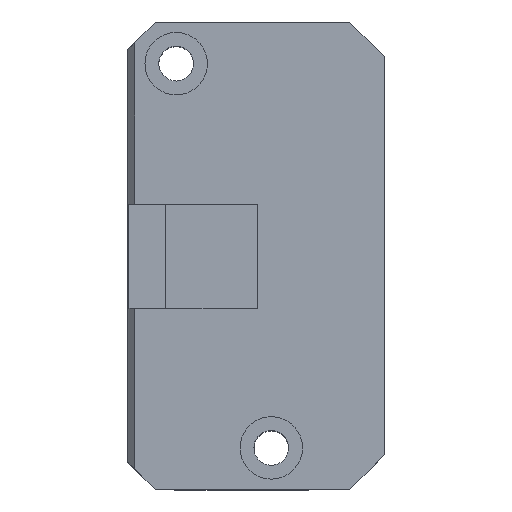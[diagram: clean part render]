
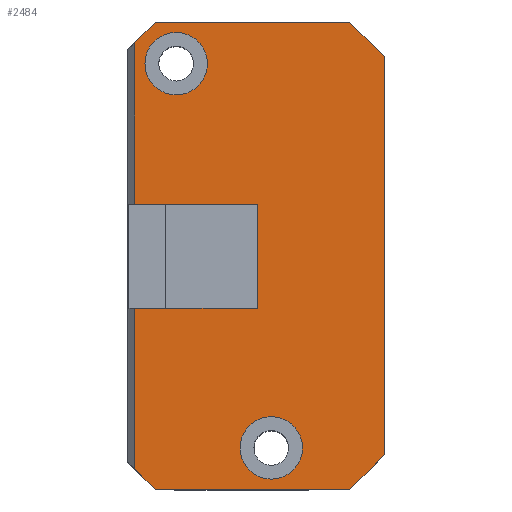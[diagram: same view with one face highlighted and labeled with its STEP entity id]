
A CAD part, top view. The second image highlights one B-rep face of the part: STEP entity #2484.
In plain terms, the highlighted planar face has unit normal (0, 0, 1).
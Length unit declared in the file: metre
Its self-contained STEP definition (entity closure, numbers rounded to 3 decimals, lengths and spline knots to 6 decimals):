
#50=CIRCLE('',#2637,0.0045);
#51=CIRCLE('',#2638,0.0045);
#132=ORIENTED_EDGE('',*,*,#844,.T.);
#133=ORIENTED_EDGE('',*,*,#845,.T.);
#134=ORIENTED_EDGE('',*,*,#846,.F.);
#135=ORIENTED_EDGE('',*,*,#847,.F.);
#136=ORIENTED_EDGE('',*,*,#848,.F.);
#137=ORIENTED_EDGE('',*,*,#849,.F.);
#138=ORIENTED_EDGE('',*,*,#850,.F.);
#139=ORIENTED_EDGE('',*,*,#851,.F.);
#140=ORIENTED_EDGE('',*,*,#852,.F.);
#141=ORIENTED_EDGE('',*,*,#853,.F.);
#142=ORIENTED_EDGE('',*,*,#854,.F.);
#143=ORIENTED_EDGE('',*,*,#855,.F.);
#144=ORIENTED_EDGE('',*,*,#856,.F.);
#145=ORIENTED_EDGE('',*,*,#857,.T.);
#844=EDGE_CURVE('',#1200,#1200,#50,.T.);
#845=EDGE_CURVE('',#1201,#1201,#51,.T.);
#846=EDGE_CURVE('',#1202,#1203,#1439,.T.);
#847=EDGE_CURVE('',#1204,#1202,#1440,.T.);
#848=EDGE_CURVE('',#1205,#1204,#1441,.T.);
#849=EDGE_CURVE('',#1206,#1205,#1442,.F.);
#850=EDGE_CURVE('',#1207,#1206,#1443,.T.);
#851=EDGE_CURVE('',#1208,#1207,#1444,.T.);
#852=EDGE_CURVE('',#1209,#1208,#1445,.T.);
#853=EDGE_CURVE('',#1210,#1209,#1446,.T.);
#854=EDGE_CURVE('',#1211,#1210,#1447,.T.);
#855=EDGE_CURVE('',#1212,#1211,#1448,.F.);
#856=EDGE_CURVE('',#1213,#1212,#1449,.T.);
#857=EDGE_CURVE('',#1213,#1203,#1450,.T.);
#1200=VERTEX_POINT('',#3501);
#1201=VERTEX_POINT('',#3503);
#1202=VERTEX_POINT('',#3505);
#1203=VERTEX_POINT('',#3506);
#1204=VERTEX_POINT('',#3508);
#1205=VERTEX_POINT('',#3510);
#1206=VERTEX_POINT('',#3512);
#1207=VERTEX_POINT('',#3514);
#1208=VERTEX_POINT('',#3516);
#1209=VERTEX_POINT('',#3518);
#1210=VERTEX_POINT('',#3520);
#1211=VERTEX_POINT('',#3522);
#1212=VERTEX_POINT('',#3524);
#1213=VERTEX_POINT('',#3526);
#1439=LINE('',#3504,#1739);
#1440=LINE('',#3507,#1740);
#1441=LINE('',#3509,#1741);
#1442=LINE('',#3511,#1742);
#1443=LINE('',#3513,#1743);
#1444=LINE('',#3515,#1744);
#1445=LINE('',#3517,#1745);
#1446=LINE('',#3519,#1746);
#1447=LINE('',#3521,#1747);
#1448=LINE('',#3523,#1748);
#1449=LINE('',#3525,#1749);
#1450=LINE('',#3527,#1750);
#1739=VECTOR('',#2832,1.);
#1740=VECTOR('',#2833,1.);
#1741=VECTOR('',#2834,1.);
#1742=VECTOR('',#2835,1.);
#1743=VECTOR('',#2836,1.);
#1744=VECTOR('',#2837,1.);
#1745=VECTOR('',#2838,1.);
#1746=VECTOR('',#2839,1.);
#1747=VECTOR('',#2840,1.);
#1748=VECTOR('',#2841,1.);
#1749=VECTOR('',#2842,1.);
#1750=VECTOR('',#2843,1.);
#2020=EDGE_LOOP('',(#132));
#2021=EDGE_LOOP('',(#133));
#2022=EDGE_LOOP('',(#134,#135,#136,#137,#138,#139,#140,#141,#142,#143,#144,
#145));
#2198=FACE_BOUND('',#2020,.T.);
#2199=FACE_BOUND('',#2021,.T.);
#2200=FACE_BOUND('',#2022,.T.);
#2375=PLANE('',#2636);
#2484=ADVANCED_FACE('',(#2198,#2199,#2200),#2375,.T.);
#2636=AXIS2_PLACEMENT_3D('',#3499,#2826,#2827);
#2637=AXIS2_PLACEMENT_3D('',#3500,#2828,#2829);
#2638=AXIS2_PLACEMENT_3D('',#3502,#2830,#2831);
#2826=DIRECTION('',(0.,0.,1.));
#2827=DIRECTION('',(-1.,0.,0.));
#2828=DIRECTION('',(0.,0.,-1.));
#2829=DIRECTION('',(0.,-1.,0.));
#2830=DIRECTION('',(0.,0.,-1.));
#2831=DIRECTION('',(0.,-1.,0.));
#2832=DIRECTION('',(0.,1.,0.));
#2833=DIRECTION('',(1.,0.,0.));
#2834=DIRECTION('',(0.,1.,0.));
#2835=DIRECTION('',(0.707,-0.707,0.));
#2836=DIRECTION('',(-1.,0.,0.));
#2837=DIRECTION('',(-0.707,-0.707,0.));
#2838=DIRECTION('',(0.,-1.,0.));
#2839=DIRECTION('',(0.707,-0.707,0.));
#2840=DIRECTION('',(1.,0.,0.));
#2841=DIRECTION('',(-0.707,-0.707,0.));
#2842=DIRECTION('',(0.,1.,0.));
#2843=DIRECTION('',(1.,0.,0.));
#3499=CARTESIAN_POINT('',(0.4238,0.002075,0.05));
#3500=CARTESIAN_POINT('',(0.4123,0.02975,0.05));
#3501=CARTESIAN_POINT('',(0.4123,0.02525,0.05));
#3502=CARTESIAN_POINT('',(0.426,-0.0256,0.05));
#3503=CARTESIAN_POINT('',(0.426,-0.0301,0.05));
#3504=CARTESIAN_POINT('',(0.424,0.002075,0.05));
#3505=CARTESIAN_POINT('',(0.424,-0.0055,0.05));
#3506=CARTESIAN_POINT('',(0.424,0.0095,0.05));
#3507=CARTESIAN_POINT('',(0.4238,-0.0055,0.05));
#3508=CARTESIAN_POINT('',(0.4063,-0.0055,0.05));
#3509=CARTESIAN_POINT('',(0.4063,-0.0055,0.05));
#3510=CARTESIAN_POINT('',(0.4063,-0.0286,0.05));
#3511=CARTESIAN_POINT('',(0.399712,-0.022013,0.05));
#3512=CARTESIAN_POINT('',(0.4093,-0.0316,0.05));
#3513=CARTESIAN_POINT('',(0.4238,-0.0316,0.05));
#3514=CARTESIAN_POINT('',(0.4373,-0.0316,0.05));
#3515=CARTESIAN_POINT('',(0.447387,-0.021513,0.05));
#3516=CARTESIAN_POINT('',(0.4423,-0.0266,0.05));
#3517=CARTESIAN_POINT('',(0.4423,0.002075,0.05));
#3518=CARTESIAN_POINT('',(0.4423,0.03075,0.05));
#3519=CARTESIAN_POINT('',(0.447387,0.025663,0.05));
#3520=CARTESIAN_POINT('',(0.4373,0.03575,0.05));
#3521=CARTESIAN_POINT('',(0.4238,0.03575,0.05));
#3522=CARTESIAN_POINT('',(0.4093,0.03575,0.05));
#3523=CARTESIAN_POINT('',(0.399712,0.026163,0.05));
#3524=CARTESIAN_POINT('',(0.4063,0.03275,0.05));
#3525=CARTESIAN_POINT('',(0.4063,0.03175,0.05));
#3526=CARTESIAN_POINT('',(0.4063,0.0095,0.05));
#3527=CARTESIAN_POINT('',(0.4238,0.0095,0.05));
